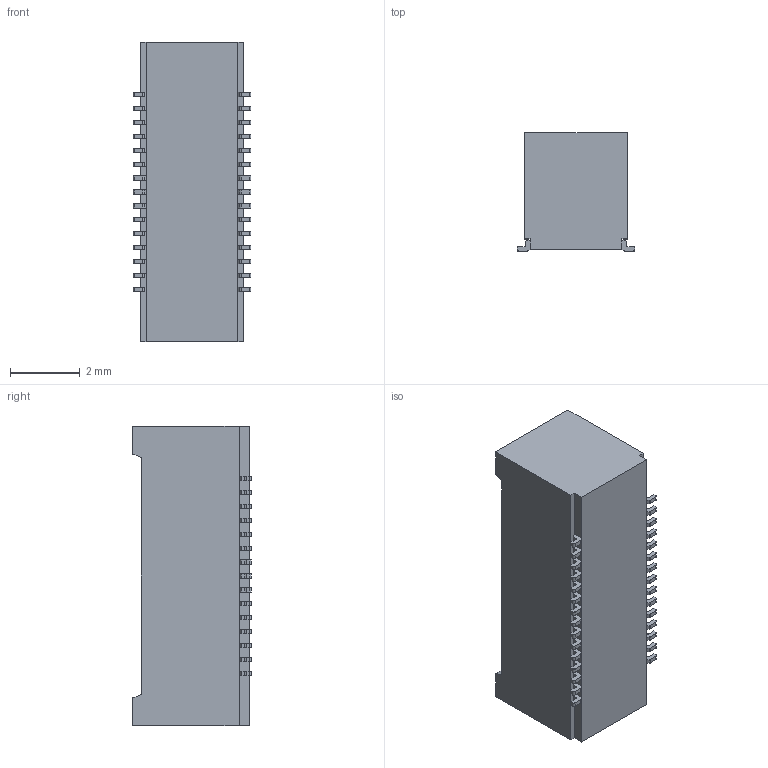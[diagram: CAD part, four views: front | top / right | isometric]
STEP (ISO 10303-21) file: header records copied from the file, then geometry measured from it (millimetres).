
FILE_DESCRIPTION(('CoCreate Modeling STEP Export'),'2;1');
FILE_NAME('DF40HC(3.5)-30DS.stp','2010-06-17T13:58:43',(''),(''),'CoCreate Modeling STEP processor for AP214 (Solid Model)','CoCreate Modeling 16.00B 02-Dec-2008 (C) Parametric Technology GmbH','');
FILE_SCHEMA(('AUTOMOTIVE_DESIGN { 1 0 10303 214 1 1 1 1 }'));
Length unit declared in the file: millimetre
Products named in the file (1): DF40
Bounding box: 3.38 x 3.4 x 8.6 mm (x, y, z)
Volume: 68.4 mm3; surface area: 174.6 mm2
Topology: 1 solids, 1 shells, 813 faces, 2204 edges, 1456 vertices
Faces by surface type: plane 549, cylinder 252, cone 12
Entity records: 25066 total; most frequent: ORIENTED_EDGE 4408, CARTESIAN_POINT 4382, DIRECTION 4174, EDGE_CURVE 2204, VECTOR 1678, LINE 1678, VERTEX_POINT 1456, AXIS2_PLACEMENT_3D 1248
